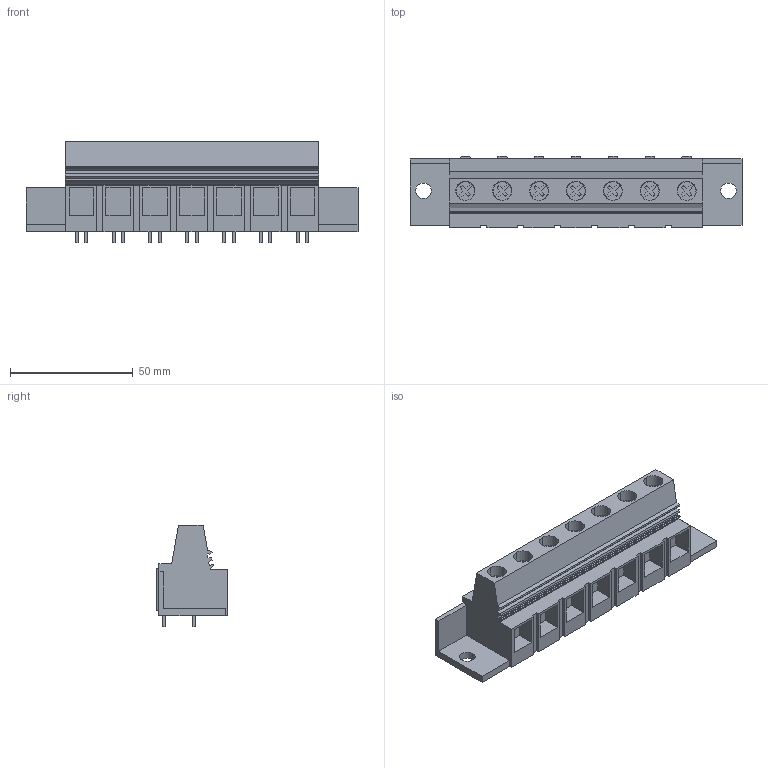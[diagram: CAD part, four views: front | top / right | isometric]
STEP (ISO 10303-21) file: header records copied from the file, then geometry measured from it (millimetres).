
FILE_DESCRIPTION(('CATIA V5 STEP Exchange','CAx-IF Rec.Pracs.--- Model Styling and Organization---1.2---2011-12-15'),'2;1');
FILE_NAME ('D1449870_0_1226570000_1226570000.stp','2018-04-13T09:11:48+00:00',('none'),('Weidmueller'),'CATIA Version 5-6 Release 2014','CATIA V5 STEP AP214','none');
FILE_SCHEMA(('AUTOMOTIVE_DESIGN { 1 0 10303 214 1 1 1 1 }'));
Length unit declared in the file: millimetre
Products named in the file (1): 1226570000
Bounding box: 135 x 29.06 x 41.45 mm (x, y, z)
Volume: 70660.9 mm3; surface area: 27261.9 mm2
Topology: 22 solids, 22 shells, 648 faces, 1740 edges, 1164 vertices
Faces by surface type: plane 542, cylinder 92, extrusion 14
Entity records: 19566 total; most frequent: CARTESIAN_POINT 4321, ORIENTED_EDGE 3480, DIRECTION 2493, EDGE_CURVE 1740, VECTOR 1514, LINE 1500, VERTEX_POINT 1164, EDGE_LOOP 680
